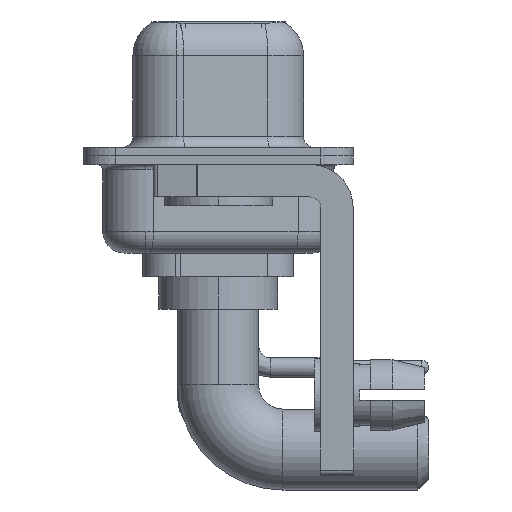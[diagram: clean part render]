
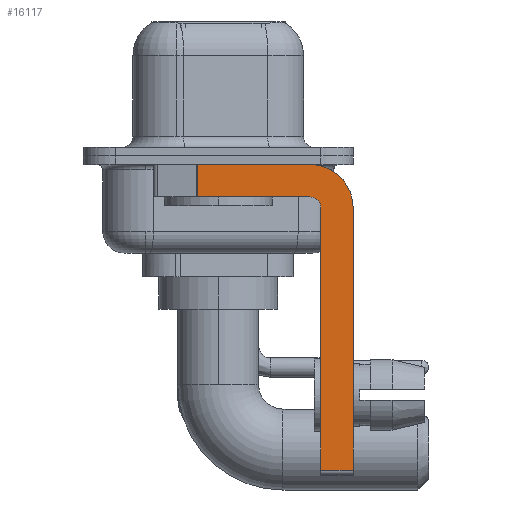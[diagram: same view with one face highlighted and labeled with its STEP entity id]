
A CAD part, left-side view. The second image highlights one B-rep face of the part: STEP entity #16117.
In plain terms, the highlighted planar face has unit normal (-1, 0, 0).
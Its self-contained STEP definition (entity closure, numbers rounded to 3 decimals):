
#1705 = VECTOR ( 'NONE', #6266, 1000. ) ;
#1725 = CIRCLE ( 'NONE', #14816, 0.5 ) ;
#1817 = VECTOR ( 'NONE', #15614, 1000. ) ;
#2320 = CARTESIAN_POINT ( 'NONE',  ( -2.9, -4.25, -1.9 ) ) ;
#3430 = AXIS2_PLACEMENT_3D ( 'NONE', #5898, #13445, #25504 ) ;
#3592 = CARTESIAN_POINT ( 'NONE',  ( -2.9, -4.25, -2.4 ) ) ;
#3870 = EDGE_CURVE ( 'NONE', #4742, #16571, #10851, .T. ) ;
#4052 = EDGE_CURVE ( 'NONE', #14153, #7412, #15746, .T. ) ;
#4742 = VERTEX_POINT ( 'NONE', #22598 ) ;
#5151 = CARTESIAN_POINT ( 'NONE',  ( -2.9, -4.25, -14.55 ) ) ;
#5434 = VERTEX_POINT ( 'NONE', #18526 ) ;
#5898 = CARTESIAN_POINT ( 'NONE',  ( -2.9, -4.25, -2.4 ) ) ;
#5962 = CARTESIAN_POINT ( 'NONE',  ( -2.9, 0.978, -0.4 ) ) ;
#6006 = LINE ( 'NONE', #6404, #1705 ) ;
#6266 = DIRECTION ( 'NONE',  ( 0., 0., 1. ) ) ;
#6404 = CARTESIAN_POINT ( 'NONE',  ( -2.9, -4.75, -14.8 ) ) ;
#6500 = ORIENTED_EDGE ( 'NONE', *, *, #22622, .F. ) ;
#7299 = DIRECTION ( 'NONE',  ( 0., 1., 0. ) ) ;
#7412 = VERTEX_POINT ( 'NONE', #19141 ) ;
#7540 = CARTESIAN_POINT ( 'NONE',  ( -2.9, 3., -0.4 ) ) ;
#7675 = CARTESIAN_POINT ( 'NONE',  ( -2.9, -6.25, -2.4 ) ) ;
#7852 = VECTOR ( 'NONE', #7299, 1000. ) ;
#8767 = EDGE_CURVE ( 'NONE', #25095, #23496, #15107, .T. ) ;
#9971 = VECTOR ( 'NONE', #11502, 1000. ) ;
#10680 = EDGE_CURVE ( 'NONE', #25066, #16571, #15612, .T. ) ;
#10851 = LINE ( 'NONE', #5151, #16168 ) ;
#11390 = ORIENTED_EDGE ( 'NONE', *, *, #8767, .F. ) ;
#11502 = DIRECTION ( 'NONE',  ( 0., 0., -1. ) ) ;
#12317 = VECTOR ( 'NONE', #21795, 1000. ) ;
#13445 = DIRECTION ( 'NONE',  ( 1., 0., 0. ) ) ;
#13970 = CARTESIAN_POINT ( 'NONE',  ( -2.9, -4.25, -2.4 ) ) ;
#14153 = VERTEX_POINT ( 'NONE', #5962 ) ;
#14816 = AXIS2_PLACEMENT_3D ( 'NONE', #3592, #15777, #15903 ) ;
#14853 = CIRCLE ( 'NONE', #3430, 2. ) ;
#15039 = ORIENTED_EDGE ( 'NONE', *, *, #3870, .T. ) ;
#15107 = LINE ( 'NONE', #23199, #7852 ) ;
#15301 = CARTESIAN_POINT ( 'NONE',  ( -2.9, 0.978, -1.9 ) ) ;
#15612 = LINE ( 'NONE', #7675, #9971 ) ;
#15614 = DIRECTION ( 'NONE',  ( 0., -1., 0. ) ) ;
#15653 = CARTESIAN_POINT ( 'NONE',  ( -2.9, -6.25, -14.55 ) ) ;
#15668 = ORIENTED_EDGE ( 'NONE', *, *, #22111, .F. ) ;
#15746 = LINE ( 'NONE', #7540, #1817 ) ;
#15777 = DIRECTION ( 'NONE',  ( -1., 0., 0. ) ) ;
#15903 = DIRECTION ( 'NONE',  ( 0., 0., 1. ) ) ;
#15919 = EDGE_LOOP ( 'NONE', ( #19250, #19525, #11390, #6500, #15668, #15039, #22676, #20829 ) ) ;
#16117 = ADVANCED_FACE ( 'NONE', ( #19920 ), #17791, .F. ) ;
#16168 = VECTOR ( 'NONE', #25284, 1000. ) ;
#16217 = CARTESIAN_POINT ( 'NONE',  ( -2.9, -6.25, -2.4 ) ) ;
#16571 = VERTEX_POINT ( 'NONE', #15653 ) ;
#17791 = PLANE ( 'NONE',  #25823 ) ;
#18526 = CARTESIAN_POINT ( 'NONE',  ( -2.9, -4.75, -2.4 ) ) ;
#19141 = CARTESIAN_POINT ( 'NONE',  ( -2.9, -4.25, -0.4 ) ) ;
#19250 = ORIENTED_EDGE ( 'NONE', *, *, #4052, .F. ) ;
#19525 = ORIENTED_EDGE ( 'NONE', *, *, #23609, .T. ) ;
#19539 = CARTESIAN_POINT ( 'NONE',  ( -2.9, 0.978, -1.9 ) ) ;
#19658 = DIRECTION ( 'NONE',  ( 1., 0., 0. ) ) ;
#19673 = LINE ( 'NONE', #19539, #12317 ) ;
#19920 = FACE_OUTER_BOUND ( 'NONE', #15919, .T. ) ;
#20829 = ORIENTED_EDGE ( 'NONE', *, *, #23657, .F. ) ;
#21795 = DIRECTION ( 'NONE',  ( 0., 0., -1. ) ) ;
#22111 = EDGE_CURVE ( 'NONE', #4742, #5434, #6006, .T. ) ;
#22598 = CARTESIAN_POINT ( 'NONE',  ( -2.9, -4.75, -14.55 ) ) ;
#22622 = EDGE_CURVE ( 'NONE', #5434, #25095, #1725, .T. ) ;
#22676 = ORIENTED_EDGE ( 'NONE', *, *, #10680, .F. ) ;
#23199 = CARTESIAN_POINT ( 'NONE',  ( -2.9, -4.25, -1.9 ) ) ;
#23496 = VERTEX_POINT ( 'NONE', #15301 ) ;
#23609 = EDGE_CURVE ( 'NONE', #14153, #23496, #19673, .T. ) ;
#23657 = EDGE_CURVE ( 'NONE', #7412, #25066, #14853, .T. ) ;
#25066 = VERTEX_POINT ( 'NONE', #16217 ) ;
#25095 = VERTEX_POINT ( 'NONE', #2320 ) ;
#25284 = DIRECTION ( 'NONE',  ( 0., -1., 0. ) ) ;
#25504 = DIRECTION ( 'NONE',  ( 0., 0., -1. ) ) ;
#25823 = AXIS2_PLACEMENT_3D ( 'NONE', #13970, #19658, #25886 ) ;
#25886 = DIRECTION ( 'NONE',  ( 0., 0., -1. ) ) ;
